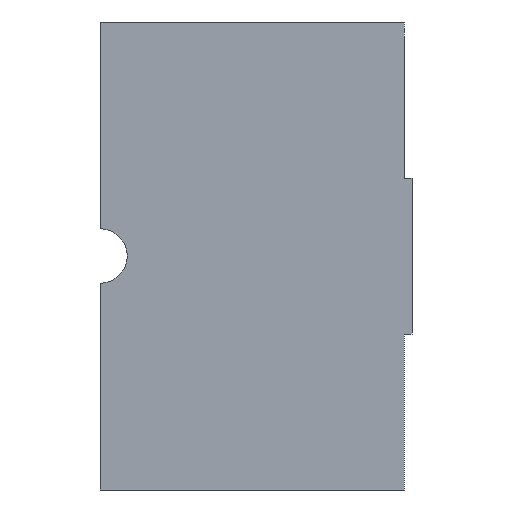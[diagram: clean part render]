
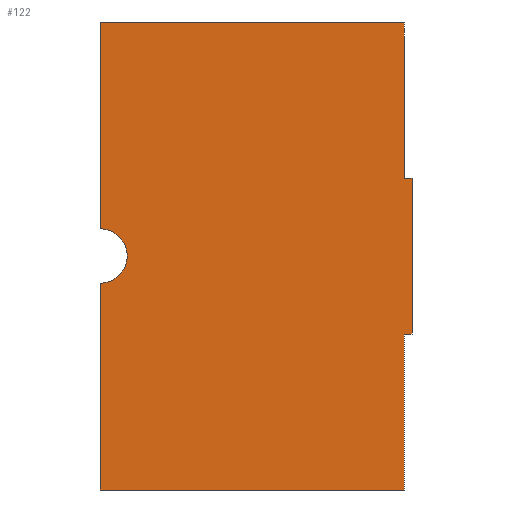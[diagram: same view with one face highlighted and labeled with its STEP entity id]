
A CAD part, front view. The second image highlights one B-rep face of the part: STEP entity #122.
In plain terms, the highlighted planar face has unit normal (0, -1, 0).
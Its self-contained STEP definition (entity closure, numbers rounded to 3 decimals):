
#2 = VECTOR ( 'NONE', #381, 1000. ) ;
#4 = VECTOR ( 'NONE', #265, 1000. ) ;
#10 = EDGE_CURVE ( 'NONE', #21, #228, #294, .T. ) ;
#20 = CARTESIAN_POINT ( 'NONE',  ( -60., 0., 90. ) ) ;
#21 = VERTEX_POINT ( 'NONE', #331 ) ;
#23 = CARTESIAN_POINT ( 'NONE',  ( -60., 0., 0. ) ) ;
#30 = ORIENTED_EDGE ( 'NONE', *, *, #221, .F. ) ;
#39 = EDGE_CURVE ( 'NONE', #247, #60, #195, .T. ) ;
#52 = LINE ( 'NONE', #317, #248 ) ;
#55 = LINE ( 'NONE', #180, #271 ) ;
#56 = EDGE_LOOP ( 'NONE', ( #325, #349, #165, #279, #236, #422, #30, #193, #134, #89 ) ) ;
#59 = CARTESIAN_POINT ( 'NONE',  ( -60., 0., -90. ) ) ;
#60 = VERTEX_POINT ( 'NONE', #268 ) ;
#66 = VERTEX_POINT ( 'NONE', #99 ) ;
#85 = DIRECTION ( 'NONE',  ( 0., 0., 1. ) ) ;
#88 = CARTESIAN_POINT ( 'NONE',  ( 57., 0., -90. ) ) ;
#89 = ORIENTED_EDGE ( 'NONE', *, *, #404, .F. ) ;
#99 = CARTESIAN_POINT ( 'NONE',  ( 57., 0., 30. ) ) ;
#107 = VECTOR ( 'NONE', #346, 1000. ) ;
#110 = LINE ( 'NONE', #311, #107 ) ;
#111 = DIRECTION ( 'NONE',  ( 0., 0., 1. ) ) ;
#113 = DIRECTION ( 'NONE',  ( 1., 0., 0. ) ) ;
#114 = VECTOR ( 'NONE', #360, 1000. ) ;
#122 = ADVANCED_FACE ( 'NONE', ( #380 ), #278, .F. ) ;
#132 = VERTEX_POINT ( 'NONE', #142 ) ;
#134 = ORIENTED_EDGE ( 'NONE', *, *, #10, .F. ) ;
#141 = CIRCLE ( 'NONE', #177, 10.5 ) ;
#142 = CARTESIAN_POINT ( 'NONE',  ( 57., 0., -30. ) ) ;
#147 = DIRECTION ( 'NONE',  ( 0., -1., 0. ) ) ;
#149 = LINE ( 'NONE', #218, #423 ) ;
#156 = DIRECTION ( 'NONE',  ( 0., 0., -1. ) ) ;
#163 = CARTESIAN_POINT ( 'NONE',  ( 60., 0., -30. ) ) ;
#165 = ORIENTED_EDGE ( 'NONE', *, *, #310, .F. ) ;
#177 = AXIS2_PLACEMENT_3D ( 'NONE', #23, #147, #111 ) ;
#180 = CARTESIAN_POINT ( 'NONE',  ( 57., 0., -90. ) ) ;
#183 = VERTEX_POINT ( 'NONE', #274 ) ;
#193 = ORIENTED_EDGE ( 'NONE', *, *, #267, .F. ) ;
#195 = LINE ( 'NONE', #163, #114 ) ;
#218 = CARTESIAN_POINT ( 'NONE',  ( 57., 0., -30. ) ) ;
#221 = EDGE_CURVE ( 'NONE', #328, #66, #110, .T. ) ;
#223 = LINE ( 'NONE', #20, #2 ) ;
#226 = VERTEX_POINT ( 'NONE', #88 ) ;
#228 = VERTEX_POINT ( 'NONE', #251 ) ;
#236 = ORIENTED_EDGE ( 'NONE', *, *, #39, .F. ) ;
#247 = VERTEX_POINT ( 'NONE', #320 ) ;
#248 = VECTOR ( 'NONE', #85, 1000. ) ;
#251 = CARTESIAN_POINT ( 'NONE',  ( -60., 0., 90. ) ) ;
#253 = DIRECTION ( 'NONE',  ( -1., 0., 0. ) ) ;
#257 = VERTEX_POINT ( 'NONE', #389 ) ;
#265 = DIRECTION ( 'NONE',  ( 0., 0., 1. ) ) ;
#267 = EDGE_CURVE ( 'NONE', #228, #328, #223, .T. ) ;
#268 = CARTESIAN_POINT ( 'NONE',  ( 60., 0., -30. ) ) ;
#271 = VECTOR ( 'NONE', #156, 1000. ) ;
#274 = CARTESIAN_POINT ( 'NONE',  ( -60., 0., -90. ) ) ;
#278 = PLANE ( 'NONE',  #400 ) ;
#279 = ORIENTED_EDGE ( 'NONE', *, *, #429, .F. ) ;
#288 = LINE ( 'NONE', #416, #366 ) ;
#290 = CARTESIAN_POINT ( 'NONE',  ( 57., 0., 90. ) ) ;
#294 = LINE ( 'NONE', #334, #4 ) ;
#310 = EDGE_CURVE ( 'NONE', #132, #226, #55, .T. ) ;
#311 = CARTESIAN_POINT ( 'NONE',  ( 57., 0., 30. ) ) ;
#313 = DIRECTION ( 'NONE',  ( 0., 0., 1. ) ) ;
#317 = CARTESIAN_POINT ( 'NONE',  ( -60., 0., -90. ) ) ;
#320 = CARTESIAN_POINT ( 'NONE',  ( 60., 0., 30. ) ) ;
#321 = DIRECTION ( 'NONE',  ( -1., 0., 0. ) ) ;
#325 = ORIENTED_EDGE ( 'NONE', *, *, #338, .F. ) ;
#328 = VERTEX_POINT ( 'NONE', #290 ) ;
#331 = CARTESIAN_POINT ( 'NONE',  ( -60., 0., 10.5 ) ) ;
#334 = CARTESIAN_POINT ( 'NONE',  ( -60., 0., 10.5 ) ) ;
#338 = EDGE_CURVE ( 'NONE', #183, #257, #52, .T. ) ;
#343 = CARTESIAN_POINT ( 'NONE',  ( -60., 0., 0. ) ) ;
#346 = DIRECTION ( 'NONE',  ( 0., 0., -1. ) ) ;
#349 = ORIENTED_EDGE ( 'NONE', *, *, #398, .F. ) ;
#355 = LINE ( 'NONE', #59, #385 ) ;
#360 = DIRECTION ( 'NONE',  ( 0., 0., -1. ) ) ;
#366 = VECTOR ( 'NONE', #113, 1000. ) ;
#380 = FACE_OUTER_BOUND ( 'NONE', #56, .T. ) ;
#381 = DIRECTION ( 'NONE',  ( 1., 0., 0. ) ) ;
#385 = VECTOR ( 'NONE', #321, 1000. ) ;
#389 = CARTESIAN_POINT ( 'NONE',  ( -60., 0., -10.5 ) ) ;
#398 = EDGE_CURVE ( 'NONE', #226, #183, #355, .T. ) ;
#400 = AXIS2_PLACEMENT_3D ( 'NONE', #343, #411, #313 ) ;
#404 = EDGE_CURVE ( 'NONE', #257, #21, #141, .T. ) ;
#411 = DIRECTION ( 'NONE',  ( 0., 1., 0. ) ) ;
#412 = EDGE_CURVE ( 'NONE', #66, #247, #288, .T. ) ;
#416 = CARTESIAN_POINT ( 'NONE',  ( 57., 0., 30. ) ) ;
#422 = ORIENTED_EDGE ( 'NONE', *, *, #412, .F. ) ;
#423 = VECTOR ( 'NONE', #253, 1000. ) ;
#429 = EDGE_CURVE ( 'NONE', #60, #132, #149, .T. ) ;
